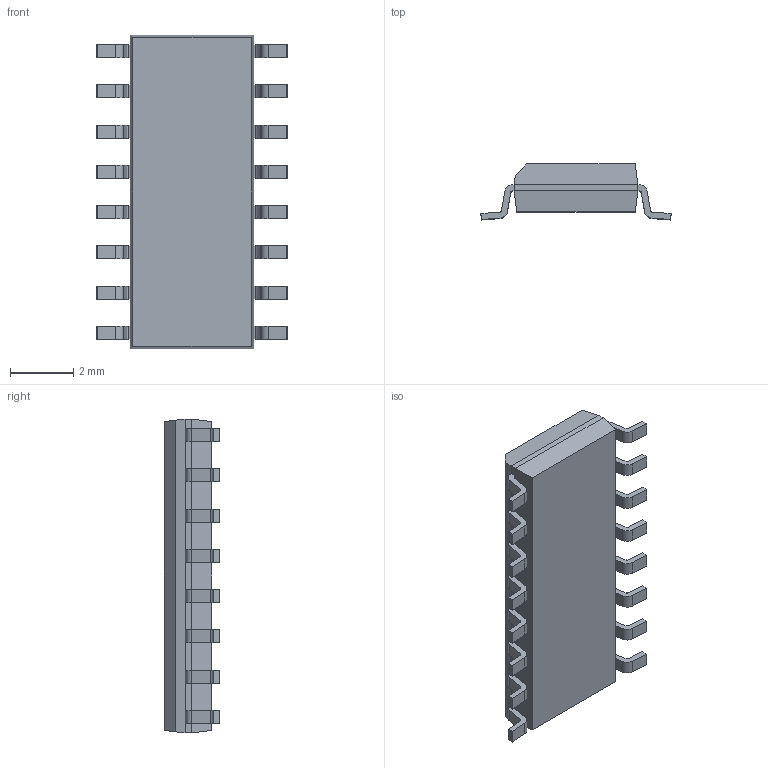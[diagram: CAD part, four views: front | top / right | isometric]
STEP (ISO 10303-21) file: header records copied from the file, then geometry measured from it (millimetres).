
FILE_DESCRIPTION (( 'STEP AP214' ), '1' );
FILE_NAME ('ULN2004ADRE4.STEP', '2020-11-06T16:22:32', ( '' ), ( '' ), 'SwSTEP 2.0', 'SolidWorks 2017', '' );
FILE_SCHEMA (( 'AUTOMOTIVE_DESIGN' ));
Length unit declared in the file: millimetre
Products named in the file (1): ULN2004ADRE4
Bounding box: 6 x 1.75 x 9.9 mm (x, y, z)
Volume: 58 mm3; surface area: 147.1 mm2
Topology: 17 solids, 17 shells, 239 faces, 607 edges, 402 vertices
Faces by surface type: plane 175, cylinder 64
Entity records: 7343 total; most frequent: CARTESIAN_POINT 1249, DIRECTION 1215, ORIENTED_EDGE 1214, EDGE_CURVE 607, LINE 479, VECTOR 479, VERTEX_POINT 402, AXIS2_PLACEMENT_3D 368
